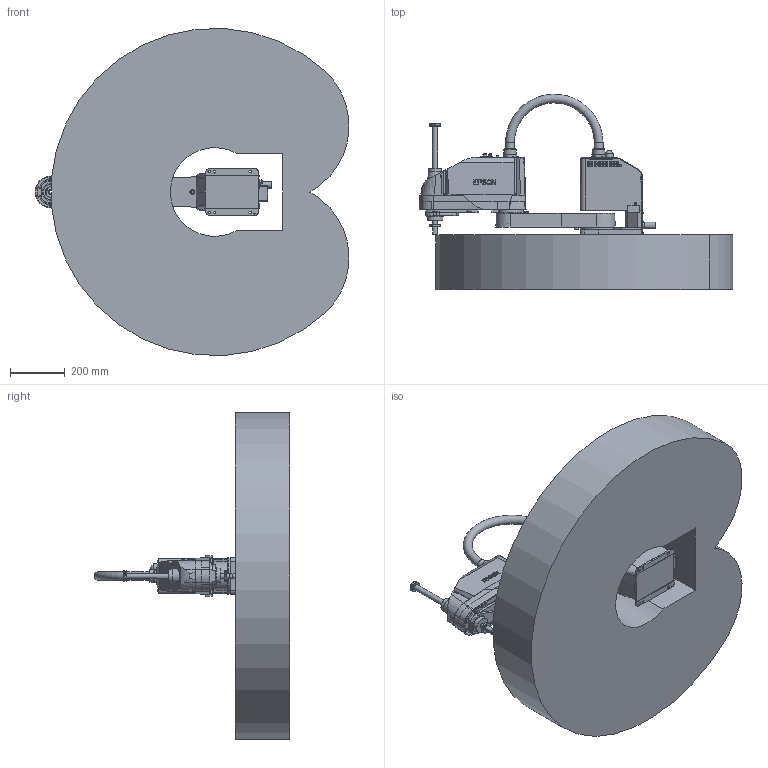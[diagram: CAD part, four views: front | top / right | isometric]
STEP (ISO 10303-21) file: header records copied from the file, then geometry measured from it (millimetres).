
FILE_DESCRIPTION( ( 'STEP AP214' ), '1' );
FILE_NAME( 'T6-B601S-W.stp', '2021-06-30T04:28:14', ( '' ), ( '' ), ' ', 'PARTsolutions', ' ' );
FILE_SCHEMA( ( 'AUTOMOTIVE_DESIGN { 1 0 10303 214 1 1 1 1 }' ) );
Length unit declared in the file: millimetre
Products named in the file (7): T6-B601S-W; _T6-B601S_base; _T6-B601S_cable; _T6-B601S arm1; _T6-B601S_arm2; _T6-B601S_shaft; _T6-B601Sws
Assembly tree (6 placements, depth 2):
  T6-B601S-W
    _T6-B601S_base
    _T6-B601S_cable
    _T6-B601S arm1
    _T6-B601S_arm2
    _T6-B601S_shaft
    _T6-B601Sws
Bounding box: 1150.76 x 715.85 x 1198.04 mm (x, y, z)
Volume: 210306781.6 mm3; surface area: 4063751.5 mm2
Topology: 6 solids, 6 shells, 2706 faces, 6983 edges, 4624 vertices
Faces by surface type: plane 1960, cylinder 607, cone 65, bspline 46, torus 25, sphere 3
Full cylindrical faces by diameter (mm): 1 x15, 2.013 x2, 2.26 x2, 2.5 x2, 3 x3, 3.242 x13, 4 x3, 5 x1, 5.3 x2, 5.4 x10, 5.5 x6, 5.8 x2, 6 x9, 6.1 x2, 6.647 x2, 7 x17, 7.5 x8, 8 x13, 8.3 x8, 8.42 x4, 9 x8, 10 x4, 12 x3, 14 x6, 20 x2, 23 x1, 24 x1, 29 x1, 32 x2, 37 x6
Entity records: 103668 total; most frequent: CARTESIAN_POINT 16779, ORIENTED_EDGE 13258, DIRECTION 13004, EDGE_CURVE 6629, LINE 4934, VECTOR 4934, VERTEX_POINT 4544, AXIS2_PLACEMENT_3D 4035
